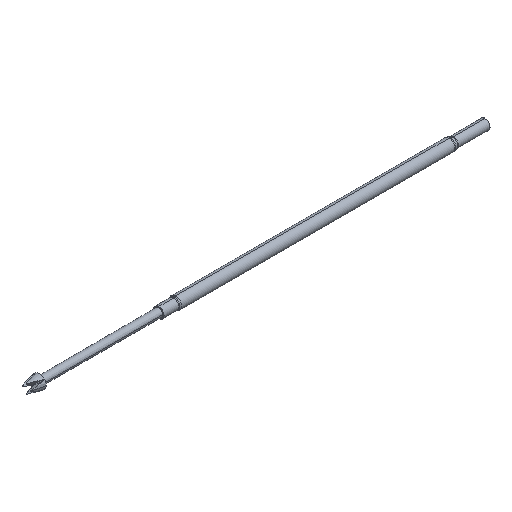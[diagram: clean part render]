
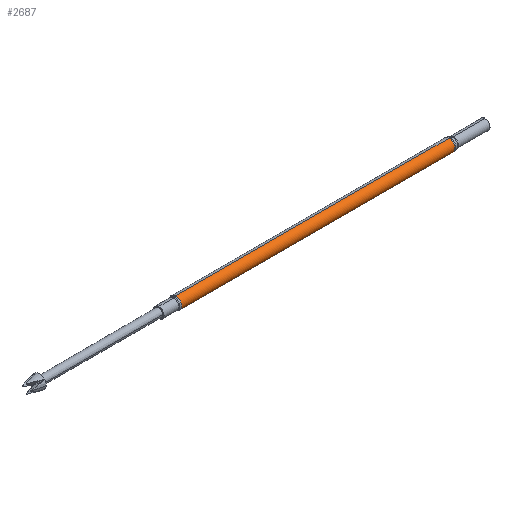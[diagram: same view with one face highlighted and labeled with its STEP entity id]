
A CAD part, isometric view. The second image highlights one B-rep face of the part: STEP entity #2687.
In plain terms, the highlighted cylindrical face has radius 0.51 mm (diameter 1.021 mm), a partial arc.
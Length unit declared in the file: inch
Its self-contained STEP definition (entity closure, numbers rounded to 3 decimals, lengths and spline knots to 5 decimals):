
#85 = AXIS2_PLACEMENT_3D ( 'NONE', #239, #4133, #3447 ) ;
#239 = CARTESIAN_POINT ( 'NONE',  ( 0.05786, 0., 0. ) ) ;
#499 = CARTESIAN_POINT ( 'NONE',  ( 0.986, 0., 0. ) ) ;
#598 = VECTOR ( 'NONE', #2258, 39.37008 ) ;
#674 = EDGE_CURVE ( 'NONE', #1352, #4094, #1546, .T. ) ;
#688 = VERTEX_POINT ( 'NONE', #1957 ) ;
#814 = AXIS2_PLACEMENT_3D ( 'NONE', #3187, #2217, #3499 ) ;
#820 = CYLINDRICAL_SURFACE ( 'NONE', #814, 0.0201 ) ;
#1026 = VERTEX_POINT ( 'NONE', #3655 ) ;
#1133 = ORIENTED_EDGE ( 'NONE', *, *, #3685, .T. ) ;
#1238 = FACE_OUTER_BOUND ( 'NONE', #1936, .T. ) ;
#1352 = VERTEX_POINT ( 'NONE', #1674 ) ;
#1508 = EDGE_CURVE ( 'NONE', #4094, #1026, #1831, .T. ) ;
#1546 = LINE ( 'NONE', #2279, #598 ) ;
#1548 = DIRECTION ( 'NONE',  ( 0., 0., -1. ) ) ;
#1655 = ORIENTED_EDGE ( 'NONE', *, *, #3613, .T. ) ;
#1674 = CARTESIAN_POINT ( 'NONE',  ( 0.05786, 0., 0.0201 ) ) ;
#1831 = CIRCLE ( 'NONE', #2310, 0.0201 ) ;
#1892 = DIRECTION ( 'NONE',  ( 1., 0., 0. ) ) ;
#1936 = EDGE_LOOP ( 'NONE', ( #3488, #1133, #1655, #4077 ) ) ;
#1957 = CARTESIAN_POINT ( 'NONE',  ( 0.05786, 0., -0.0201 ) ) ;
#1962 = CARTESIAN_POINT ( 'NONE',  ( 0.986, 0., 0.0201 ) ) ;
#2217 = DIRECTION ( 'NONE',  ( 1., 0., 0. ) ) ;
#2258 = DIRECTION ( 'NONE',  ( 1., 0., 0. ) ) ;
#2279 = CARTESIAN_POINT ( 'NONE',  ( 1.1655, 0., 0.0201 ) ) ;
#2310 = AXIS2_PLACEMENT_3D ( 'NONE', #499, #4032, #1548 ) ;
#2544 = VECTOR ( 'NONE', #1892, 39.37008 ) ;
#2687 = ADVANCED_FACE ( 'NONE', ( #1238 ), #820, .T. ) ;
#3187 = CARTESIAN_POINT ( 'NONE',  ( 1.1655, 0., 0. ) ) ;
#3447 = DIRECTION ( 'NONE',  ( 0., 0., -1. ) ) ;
#3488 = ORIENTED_EDGE ( 'NONE', *, *, #674, .F. ) ;
#3493 = CARTESIAN_POINT ( 'NONE',  ( 1.1655, 0., -0.0201 ) ) ;
#3499 = DIRECTION ( 'NONE',  ( 0., 0., -1. ) ) ;
#3510 = LINE ( 'NONE', #3493, #2544 ) ;
#3613 = EDGE_CURVE ( 'NONE', #688, #1026, #3510, .T. ) ;
#3655 = CARTESIAN_POINT ( 'NONE',  ( 0.986, 0., -0.0201 ) ) ;
#3685 = EDGE_CURVE ( 'NONE', #1352, #688, #4068, .T. ) ;
#4032 = DIRECTION ( 'NONE',  ( 1., 0., 0. ) ) ;
#4068 = CIRCLE ( 'NONE', #85, 0.0201 ) ;
#4077 = ORIENTED_EDGE ( 'NONE', *, *, #1508, .F. ) ;
#4094 = VERTEX_POINT ( 'NONE', #1962 ) ;
#4133 = DIRECTION ( 'NONE',  ( 1., 0., 0. ) ) ;
